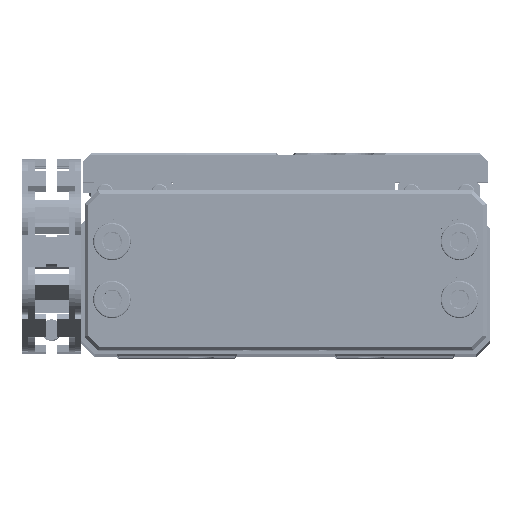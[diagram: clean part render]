
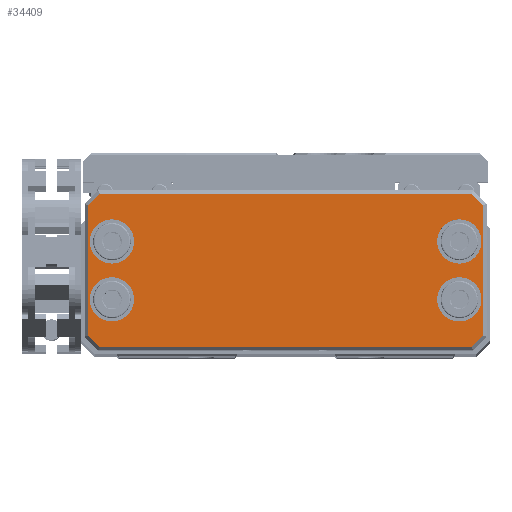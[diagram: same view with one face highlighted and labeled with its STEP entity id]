
A CAD part, top view. The second image highlights one B-rep face of the part: STEP entity #34409.
In plain terms, the highlighted planar face has unit normal (0, 0, 1).
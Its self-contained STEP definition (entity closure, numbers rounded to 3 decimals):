
#213 = DIRECTION ( 'NONE',  ( 0.707, -0.707, 0. ) ) ;
#354 = VERTEX_POINT ( 'NONE', #32878 ) ;
#726 = AXIS2_PLACEMENT_3D ( 'NONE', #10941, #33258, #55003 ) ;
#2408 = DIRECTION ( 'NONE',  ( 0., -1., 0. ) ) ;
#2658 = VECTOR ( 'NONE', #2408, 1000. ) ;
#3575 = CARTESIAN_POINT ( 'NONE',  ( 7.25, -7.5, 11. ) ) ;
#3633 = LINE ( 'NONE', #7988, #57211 ) ;
#4395 = DIRECTION ( 'NONE',  ( -0.707, 0.707, 0. ) ) ;
#5379 = CARTESIAN_POINT ( 'NONE',  ( 2.207, -0.5, 11. ) ) ;
#5500 = VERTEX_POINT ( 'NONE', #16785 ) ;
#6462 = ORIENTED_EDGE ( 'NONE', *, *, #32044, .T. ) ;
#6769 = EDGE_LOOP ( 'NONE', ( #32759, #39830 ) ) ;
#7086 = CARTESIAN_POINT ( 'NONE',  ( 58.5, -2.207, 11. ) ) ;
#7448 = VERTEX_POINT ( 'NONE', #55502 ) ;
#7794 = DIRECTION ( 'NONE',  ( 0., 0., 1. ) ) ;
#7919 = CARTESIAN_POINT ( 'NONE',  ( -10.396, -13.104, 11. ) ) ;
#7988 = CARTESIAN_POINT ( 'NONE',  ( 58.5, -2., 11. ) ) ;
#8046 = LINE ( 'NONE', #52984, #41435 ) ;
#8922 = CIRCLE ( 'NONE', #36729, 3.25 ) ;
#10605 = DIRECTION ( 'NONE',  ( 1., 0., 0. ) ) ;
#10889 = FACE_OUTER_BOUND ( 'NONE', #54578, .T. ) ;
#10941 = CARTESIAN_POINT ( 'NONE',  ( 55., -16., 11. ) ) ;
#10966 = EDGE_CURVE ( 'NONE', #42473, #30650, #3633, .T. ) ;
#11080 = DIRECTION ( 'NONE',  ( 0., 0., 1. ) ) ;
#11167 = DIRECTION ( 'NONE',  ( 0., 0., 1. ) ) ;
#11834 = CIRCLE ( 'NONE', #12738, 3.25 ) ;
#11908 = LINE ( 'NONE', #46411, #55160 ) ;
#12480 = DIRECTION ( 'NONE',  ( 1., 0., 0. ) ) ;
#12524 = CIRCLE ( 'NONE', #33791, 3.25 ) ;
#12738 = AXIS2_PLACEMENT_3D ( 'NONE', #16846, #34536, #12480 ) ;
#13215 = CIRCLE ( 'NONE', #25291, 3.25 ) ;
#14543 = EDGE_CURVE ( 'NONE', #7448, #33388, #42141, .T. ) ;
#14691 = FACE_BOUND ( 'NONE', #39886, .T. ) ;
#15777 = EDGE_LOOP ( 'NONE', ( #32207, #38672 ) ) ;
#15803 = FACE_BOUND ( 'NONE', #15777, .T. ) ;
#16132 = ORIENTED_EDGE ( 'NONE', *, *, #43172, .T. ) ;
#16177 = DIRECTION ( 'NONE',  ( 1., 0., 0. ) ) ;
#16179 = CARTESIAN_POINT ( 'NONE',  ( 51.75, -16., 11. ) ) ;
#16325 = VERTEX_POINT ( 'NONE', #30674 ) ;
#16597 = DIRECTION ( 'NONE',  ( 0., 0., 1. ) ) ;
#16785 = CARTESIAN_POINT ( 'NONE',  ( 7.25, -16., 11. ) ) ;
#16846 = CARTESIAN_POINT ( 'NONE',  ( 4., -7.5, 11. ) ) ;
#18319 = CARTESIAN_POINT ( 'NONE',  ( 39.896, 16.396, 11. ) ) ;
#18604 = LINE ( 'NONE', #18319, #40029 ) ;
#18651 = EDGE_CURVE ( 'NONE', #49542, #48196, #13215, .T. ) ;
#19321 = CARTESIAN_POINT ( 'NONE',  ( 0., -23.5, 11. ) ) ;
#19533 = LINE ( 'NONE', #37215, #30180 ) ;
#19645 = VERTEX_POINT ( 'NONE', #26227 ) ;
#20948 = CARTESIAN_POINT ( 'NONE',  ( 0.75, -16., 11. ) ) ;
#21407 = ORIENTED_EDGE ( 'NONE', *, *, #33170, .T. ) ;
#22366 = EDGE_CURVE ( 'NONE', #30650, #51719, #18604, .T. ) ;
#23150 = VERTEX_POINT ( 'NONE', #47526 ) ;
#23168 = DIRECTION ( 'NONE',  ( 0., 0., 1. ) ) ;
#23283 = CARTESIAN_POINT ( 'NONE',  ( 55., -16., 11. ) ) ;
#23452 = DIRECTION ( 'NONE',  ( 1., 0., 0. ) ) ;
#24565 = CARTESIAN_POINT ( 'NONE',  ( 0.75, -7.5, 11. ) ) ;
#24878 = CARTESIAN_POINT ( 'NONE',  ( 56.793, -0.5, 11. ) ) ;
#25291 = AXIS2_PLACEMENT_3D ( 'NONE', #39195, #16597, #26446 ) ;
#25523 = DIRECTION ( 'NONE',  ( 1., 0., 0. ) ) ;
#25640 = DIRECTION ( 'NONE',  ( -0.707, -0.707, 0. ) ) ;
#25875 = ORIENTED_EDGE ( 'NONE', *, *, #14543, .T. ) ;
#25989 = DIRECTION ( 'NONE',  ( 0., 1., 0. ) ) ;
#26227 = CARTESIAN_POINT ( 'NONE',  ( 56.793, -23., 11. ) ) ;
#26446 = DIRECTION ( 'NONE',  ( 1., 0., 0. ) ) ;
#26723 = ORIENTED_EDGE ( 'NONE', *, *, #29632, .F. ) ;
#27183 = CARTESIAN_POINT ( 'NONE',  ( 0.5, -21.293, 11. ) ) ;
#27203 = EDGE_CURVE ( 'NONE', #23150, #354, #8922, .T. ) ;
#28019 = CARTESIAN_POINT ( 'NONE',  ( 55., -7.5, 11. ) ) ;
#28059 = VECTOR ( 'NONE', #51601, 1000. ) ;
#28138 = EDGE_CURVE ( 'NONE', #16325, #19645, #11908, .T. ) ;
#28808 = CARTESIAN_POINT ( 'NONE',  ( 0.5, -21.5, 11. ) ) ;
#28857 = DIRECTION ( 'NONE',  ( 1., 0., 0. ) ) ;
#29455 = ORIENTED_EDGE ( 'NONE', *, *, #10966, .T. ) ;
#29632 = EDGE_CURVE ( 'NONE', #48196, #49542, #11834, .T. ) ;
#30180 = VECTOR ( 'NONE', #54886, 1000. ) ;
#30650 = VERTEX_POINT ( 'NONE', #7086 ) ;
#30674 = CARTESIAN_POINT ( 'NONE',  ( 2.207, -23., 11. ) ) ;
#32044 = EDGE_CURVE ( 'NONE', #51719, #35919, #19533, .T. ) ;
#32207 = ORIENTED_EDGE ( 'NONE', *, *, #35272, .F. ) ;
#32759 = ORIENTED_EDGE ( 'NONE', *, *, #44753, .F. ) ;
#32878 = CARTESIAN_POINT ( 'NONE',  ( 58.25, -7.5, 11. ) ) ;
#33170 = EDGE_CURVE ( 'NONE', #33388, #16325, #8046, .T. ) ;
#33258 = DIRECTION ( 'NONE',  ( 0., 0., 1. ) ) ;
#33288 = DIRECTION ( 'NONE',  ( 0., 0., 1. ) ) ;
#33388 = VERTEX_POINT ( 'NONE', #27183 ) ;
#33791 = AXIS2_PLACEMENT_3D ( 'NONE', #50691, #33288, #16177 ) ;
#34409 = ADVANCED_FACE ( 'NONE', ( #10889, #14691, #41902, #15803, #45396 ), #41046, .T. ) ;
#34536 = DIRECTION ( 'NONE',  ( 0., 0., 1. ) ) ;
#34950 = AXIS2_PLACEMENT_3D ( 'NONE', #19321, #11167, #28857 ) ;
#35272 = EDGE_CURVE ( 'NONE', #44603, #54079, #55371, .T. ) ;
#35446 = VERTEX_POINT ( 'NONE', #20948 ) ;
#35919 = VERTEX_POINT ( 'NONE', #5379 ) ;
#35949 = ORIENTED_EDGE ( 'NONE', *, *, #28138, .T. ) ;
#36426 = DIRECTION ( 'NONE',  ( 0., 0., 1. ) ) ;
#36539 = ORIENTED_EDGE ( 'NONE', *, *, #18651, .F. ) ;
#36729 = AXIS2_PLACEMENT_3D ( 'NONE', #28019, #36426, #10605 ) ;
#37215 = CARTESIAN_POINT ( 'NONE',  ( 2., -0.5, 11. ) ) ;
#37414 = LINE ( 'NONE', #46963, #28059 ) ;
#37758 = AXIS2_PLACEMENT_3D ( 'NONE', #47537, #7794, #25523 ) ;
#38672 = ORIENTED_EDGE ( 'NONE', *, *, #50639, .F. ) ;
#39195 = CARTESIAN_POINT ( 'NONE',  ( 4., -7.5, 11. ) ) ;
#39830 = ORIENTED_EDGE ( 'NONE', *, *, #51420, .F. ) ;
#39886 = EDGE_LOOP ( 'NONE', ( #36539, #26723 ) ) ;
#40029 = VECTOR ( 'NONE', #4395, 1000. ) ;
#40952 = DIRECTION ( 'NONE',  ( 1., 0., 0. ) ) ;
#41046 = PLANE ( 'NONE',  #34950 ) ;
#41435 = VECTOR ( 'NONE', #213, 1000. ) ;
#41491 = DIRECTION ( 'NONE',  ( 1., 0., 0. ) ) ;
#41902 = FACE_BOUND ( 'NONE', #6769, .T. ) ;
#42141 = LINE ( 'NONE', #28808, #2658 ) ;
#42464 = CARTESIAN_POINT ( 'NONE',  ( 58.5, -21.293, 11. ) ) ;
#42473 = VERTEX_POINT ( 'NONE', #42464 ) ;
#43172 = EDGE_CURVE ( 'NONE', #19645, #42473, #37414, .T. ) ;
#44603 = VERTEX_POINT ( 'NONE', #48129 ) ;
#44753 = EDGE_CURVE ( 'NONE', #5500, #35446, #12524, .T. ) ;
#45396 = FACE_BOUND ( 'NONE', #55140, .T. ) ;
#46411 = CARTESIAN_POINT ( 'NONE',  ( 57., -23., 11. ) ) ;
#46963 = CARTESIAN_POINT ( 'NONE',  ( 28.146, -51.646, 11. ) ) ;
#47405 = ORIENTED_EDGE ( 'NONE', *, *, #56887, .F. ) ;
#47526 = CARTESIAN_POINT ( 'NONE',  ( 51.75, -7.5, 11. ) ) ;
#47537 = CARTESIAN_POINT ( 'NONE',  ( 4., -16., 11. ) ) ;
#47651 = LINE ( 'NONE', #7919, #48935 ) ;
#48129 = CARTESIAN_POINT ( 'NONE',  ( 58.25, -16., 11. ) ) ;
#48196 = VERTEX_POINT ( 'NONE', #24565 ) ;
#48766 = EDGE_CURVE ( 'NONE', #35919, #7448, #47651, .T. ) ;
#48877 = AXIS2_PLACEMENT_3D ( 'NONE', #23283, #11080, #40952 ) ;
#48935 = VECTOR ( 'NONE', #25640, 1000. ) ;
#49542 = VERTEX_POINT ( 'NONE', #3575 ) ;
#50104 = CARTESIAN_POINT ( 'NONE',  ( 55., -7.5, 11. ) ) ;
#50639 = EDGE_CURVE ( 'NONE', #54079, #44603, #50726, .T. ) ;
#50691 = CARTESIAN_POINT ( 'NONE',  ( 4., -16., 11. ) ) ;
#50726 = CIRCLE ( 'NONE', #726, 3.25 ) ;
#51230 = AXIS2_PLACEMENT_3D ( 'NONE', #50104, #23168, #23452 ) ;
#51420 = EDGE_CURVE ( 'NONE', #35446, #5500, #54433, .T. ) ;
#51601 = DIRECTION ( 'NONE',  ( 0.707, 0.707, 0. ) ) ;
#51719 = VERTEX_POINT ( 'NONE', #24878 ) ;
#52252 = ORIENTED_EDGE ( 'NONE', *, *, #22366, .T. ) ;
#52984 = CARTESIAN_POINT ( 'NONE',  ( 1.354, -22.146, 11. ) ) ;
#54079 = VERTEX_POINT ( 'NONE', #16179 ) ;
#54433 = CIRCLE ( 'NONE', #37758, 3.25 ) ;
#54578 = EDGE_LOOP ( 'NONE', ( #29455, #52252, #6462, #56790, #25875, #21407, #35949, #16132 ) ) ;
#54886 = DIRECTION ( 'NONE',  ( -1., 0., 0. ) ) ;
#55003 = DIRECTION ( 'NONE',  ( 1., 0., 0. ) ) ;
#55140 = EDGE_LOOP ( 'NONE', ( #47405, #56968 ) ) ;
#55160 = VECTOR ( 'NONE', #41491, 1000. ) ;
#55371 = CIRCLE ( 'NONE', #48877, 3.25 ) ;
#55502 = CARTESIAN_POINT ( 'NONE',  ( 0.5, -2.207, 11. ) ) ;
#55854 = CIRCLE ( 'NONE', #51230, 3.25 ) ;
#56790 = ORIENTED_EDGE ( 'NONE', *, *, #48766, .T. ) ;
#56887 = EDGE_CURVE ( 'NONE', #354, #23150, #55854, .T. ) ;
#56968 = ORIENTED_EDGE ( 'NONE', *, *, #27203, .F. ) ;
#57211 = VECTOR ( 'NONE', #25989, 1000. ) ;
